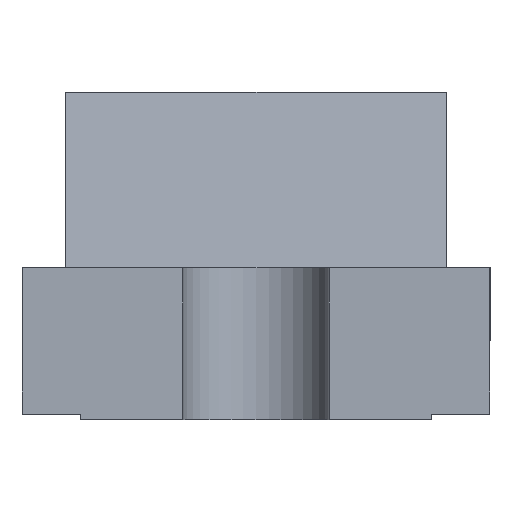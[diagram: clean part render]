
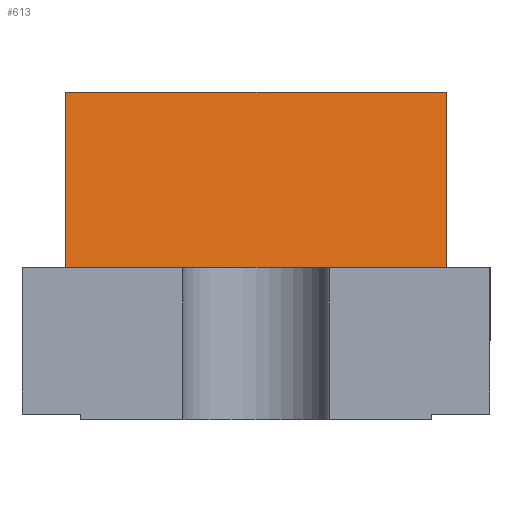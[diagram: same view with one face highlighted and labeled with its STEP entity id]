
A CAD part, left-side view. The second image highlights one B-rep face of the part: STEP entity #613.
In plain terms, the highlighted planar face has unit normal (-0.985, 0, 0.174).
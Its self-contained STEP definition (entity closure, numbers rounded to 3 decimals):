
#28 = LINE ( 'NONE', #517, #374 ) ;
#30 = CARTESIAN_POINT ( 'NONE',  ( -1.032, -0.634, 0.519 ) ) ;
#54 = VERTEX_POINT ( 'NONE', #154 ) ;
#66 = LINE ( 'NONE', #83, #566 ) ;
#83 = CARTESIAN_POINT ( 'NONE',  ( -1.032, 0.666, 0.519 ) ) ;
#91 = PLANE ( 'NONE',  #287 ) ;
#101 = CARTESIAN_POINT ( 'NONE',  ( -0.926, -0.634, 1.119 ) ) ;
#108 = EDGE_CURVE ( 'NONE', #54, #314, #703, .T. ) ;
#117 = ORIENTED_EDGE ( 'NONE', *, *, #356, .F. ) ;
#134 = DIRECTION ( 'NONE',  ( 0., 1., 0. ) ) ;
#154 = CARTESIAN_POINT ( 'NONE',  ( -0.926, 0.666, 1.119 ) ) ;
#185 = ORIENTED_EDGE ( 'NONE', *, *, #627, .F. ) ;
#287 = AXIS2_PLACEMENT_3D ( 'NONE', #30, #412, #670 ) ;
#314 = VERTEX_POINT ( 'NONE', #645 ) ;
#323 = CARTESIAN_POINT ( 'NONE',  ( -1.032, 0.666, 0.519 ) ) ;
#350 = VERTEX_POINT ( 'NONE', #451 ) ;
#356 = EDGE_CURVE ( 'NONE', #350, #772, #28, .T. ) ;
#374 = VECTOR ( 'NONE', #134, 1000. ) ;
#405 = LINE ( 'NONE', #713, #574 ) ;
#408 = DIRECTION ( 'NONE',  ( 0.174, 0., 0.985 ) ) ;
#412 = DIRECTION ( 'NONE',  ( 0.985, 0., -0.174 ) ) ;
#421 = EDGE_LOOP ( 'NONE', ( #117, #438, #490, #185 ) ) ;
#427 = DIRECTION ( 'NONE',  ( 0., -1., 0. ) ) ;
#438 = ORIENTED_EDGE ( 'NONE', *, *, #839, .F. ) ;
#451 = CARTESIAN_POINT ( 'NONE',  ( -1.032, -0.634, 0.519 ) ) ;
#490 = ORIENTED_EDGE ( 'NONE', *, *, #108, .F. ) ;
#517 = CARTESIAN_POINT ( 'NONE',  ( -1.032, 0.016, 0.519 ) ) ;
#526 = VECTOR ( 'NONE', #427, 1000. ) ;
#566 = VECTOR ( 'NONE', #408, 1000. ) ;
#574 = VECTOR ( 'NONE', #842, 1000. ) ;
#613 = ADVANCED_FACE ( 'NONE', ( #826 ), #91, .F. ) ;
#627 = EDGE_CURVE ( 'NONE', #772, #54, #66, .T. ) ;
#645 = CARTESIAN_POINT ( 'NONE',  ( -0.926, -0.634, 1.119 ) ) ;
#670 = DIRECTION ( 'NONE',  ( -0.174, 0., -0.985 ) ) ;
#703 = LINE ( 'NONE', #101, #526 ) ;
#713 = CARTESIAN_POINT ( 'NONE',  ( -1.032, -0.634, 0.519 ) ) ;
#772 = VERTEX_POINT ( 'NONE', #323 ) ;
#826 = FACE_OUTER_BOUND ( 'NONE', #421, .T. ) ;
#839 = EDGE_CURVE ( 'NONE', #314, #350, #405, .T. ) ;
#842 = DIRECTION ( 'NONE',  ( -0.174, 0., -0.985 ) ) ;
